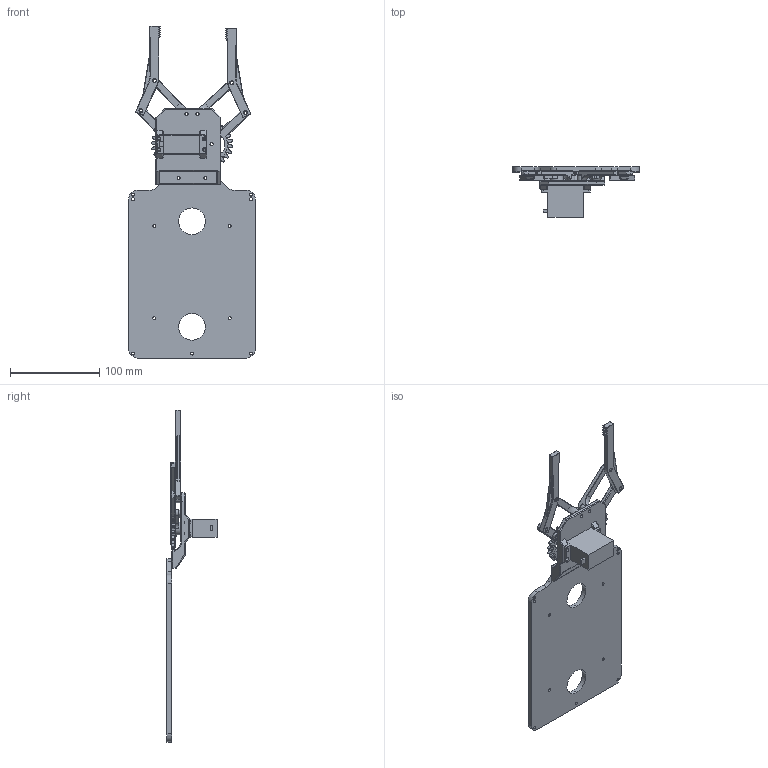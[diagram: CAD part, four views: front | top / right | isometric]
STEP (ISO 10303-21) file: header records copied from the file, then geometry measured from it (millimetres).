
FILE_DESCRIPTION (( 'STEP AP203' ), '1' );
FILE_NAME ('asm-arm.STEP', '2023-05-21T13:42:57', ( '' ), ( '' ), 'SwSTEP 2.0', 'SolidWorks 2022', '' );
FILE_SCHEMA (( 'CONFIG_CONTROL_DESIGN' ));
Length unit declared in the file: millimetre
Products named in the file (10): 回路MDF; プリン-右歯車; 既製品-サーボ; asm-arm; 既製品-サーボホーン; プリン-固定板; プリン-リンク; アームアセン; プリン-左歯車; プリン-アーム
Assembly tree (11 placements, depth 3):
  asm-arm
    回路MDF
    アームアセン
      プリン-固定板
      既製品-サーボ
      既製品-サーボホーン
      プリン-右歯車
      プリン-左歯車
      プリン-リンク  x2
      プリン-アーム  x2
Bounding box: 142.5 x 56.3 x 372.9 mm (x, y, z)
Volume: 246305.5 mm3; surface area: 103005.6 mm2
Topology: 10 solids, 10 shells, 1065 faces, 2944 edges, 1898 vertices
Faces by surface type: plane 538, cylinder 352, bspline 115, cone 46, torus 14
Entity records: 33518 total; most frequent: CARTESIAN_POINT 9709, ORIENTED_EDGE 5146, DIRECTION 4180, EDGE_CURVE 2573, VERTEX_POINT 1674, AXIS2_PLACEMENT_3D 1423, LINE 1334, VECTOR 1334
